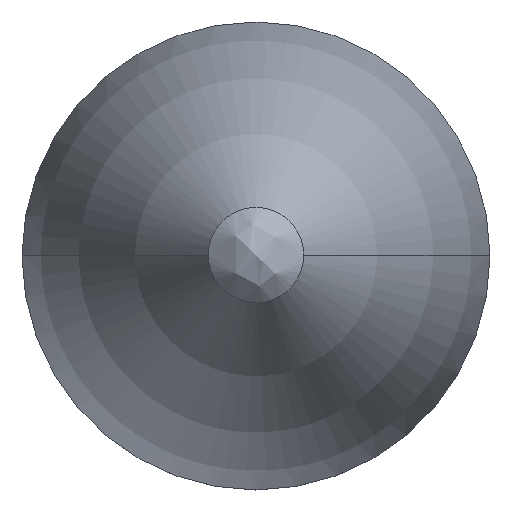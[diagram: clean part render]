
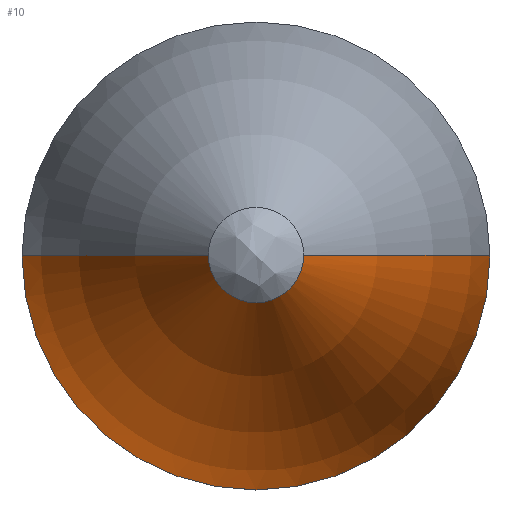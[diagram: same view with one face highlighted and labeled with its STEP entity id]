
A CAD part, top view. The second image highlights one B-rep face of the part: STEP entity #10.
In plain terms, the highlighted toroidal (fillet/blend) face has major radius 32.143 mm and minor radius 42.241 mm.
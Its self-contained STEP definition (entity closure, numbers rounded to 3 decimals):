
#2 = DIRECTION ( 'NONE',  ( 0., 0., 1. ) ) ;
#3 = DIRECTION ( 'NONE',  ( 0., 0., -1. ) ) ;
#10 = ADVANCED_FACE ( 'NONE', ( #287 ), #68, .T. ) ;
#16 = EDGE_CURVE ( 'NONE', #344, #259, #102, .T. ) ;
#27 = CARTESIAN_POINT ( 'NONE',  ( 0., 0., 60.948 ) ) ;
#34 = CARTESIAN_POINT ( 'NONE',  ( 0., 0., 39. ) ) ;
#41 = CARTESIAN_POINT ( 'NONE',  ( 32.143, 0., 36.13 ) ) ;
#54 = ORIENTED_EDGE ( 'NONE', *, *, #211, .T. ) ;
#68 = TOROIDAL_SURFACE ( 'NONE', #180, -32.143, 42.241 ) ;
#72 = DIRECTION ( 'NONE',  ( 0., -1., 0. ) ) ;
#79 = EDGE_CURVE ( 'NONE', #221, #121, #252, .T. ) ;
#81 = AXIS2_PLACEMENT_3D ( 'NONE', #27, #87, #231 ) ;
#87 = DIRECTION ( 'NONE',  ( 0., 0., -1. ) ) ;
#96 = DIRECTION ( 'NONE',  ( 1., 0., 0. ) ) ;
#102 = CIRCLE ( 'NONE', #319, 42.241 ) ;
#103 = DIRECTION ( 'NONE',  ( 0., 0., -1. ) ) ;
#116 = ORIENTED_EDGE ( 'NONE', *, *, #240, .T. ) ;
#121 = VERTEX_POINT ( 'NONE', #279 ) ;
#132 = CARTESIAN_POINT ( 'NONE',  ( 0., 0., 36.13 ) ) ;
#138 = ORIENTED_EDGE ( 'NONE', *, *, #16, .T. ) ;
#165 = CARTESIAN_POINT ( 'NONE',  ( -32.143, 0., 36.13 ) ) ;
#176 = AXIS2_PLACEMENT_3D ( 'NONE', #34, #2, #96 ) ;
#180 = AXIS2_PLACEMENT_3D ( 'NONE', #132, #3, #219 ) ;
#211 = EDGE_CURVE ( 'NONE', #221, #344, #256, .T. ) ;
#219 = DIRECTION ( 'NONE',  ( -1., 0., 0. ) ) ;
#221 = VERTEX_POINT ( 'NONE', #229 ) ;
#229 = CARTESIAN_POINT ( 'NONE',  ( 2.038, 0., 60.948 ) ) ;
#231 = DIRECTION ( 'NONE',  ( -1., 0., 0. ) ) ;
#240 = EDGE_CURVE ( 'NONE', #259, #121, #331, .T. ) ;
#252 = CIRCLE ( 'NONE', #274, 42.241 ) ;
#256 = CIRCLE ( 'NONE', #81, 2.038 ) ;
#259 = VERTEX_POINT ( 'NONE', #263 ) ;
#263 = CARTESIAN_POINT ( 'NONE',  ( -10., 0., 39. ) ) ;
#274 = AXIS2_PLACEMENT_3D ( 'NONE', #165, #339, #363 ) ;
#279 = CARTESIAN_POINT ( 'NONE',  ( 10., 0., 39. ) ) ;
#287 = FACE_OUTER_BOUND ( 'NONE', #341, .T. ) ;
#319 = AXIS2_PLACEMENT_3D ( 'NONE', #41, #72, #103 ) ;
#331 = CIRCLE ( 'NONE', #176, 10. ) ;
#339 = DIRECTION ( 'NONE',  ( 0., 1., 0. ) ) ;
#341 = EDGE_LOOP ( 'NONE', ( #358, #54, #138, #116 ) ) ;
#344 = VERTEX_POINT ( 'NONE', #350 ) ;
#350 = CARTESIAN_POINT ( 'NONE',  ( -2.038, 0., 60.948 ) ) ;
#358 = ORIENTED_EDGE ( 'NONE', *, *, #79, .F. ) ;
#363 = DIRECTION ( 'NONE',  ( -1., 0., 0. ) ) ;
